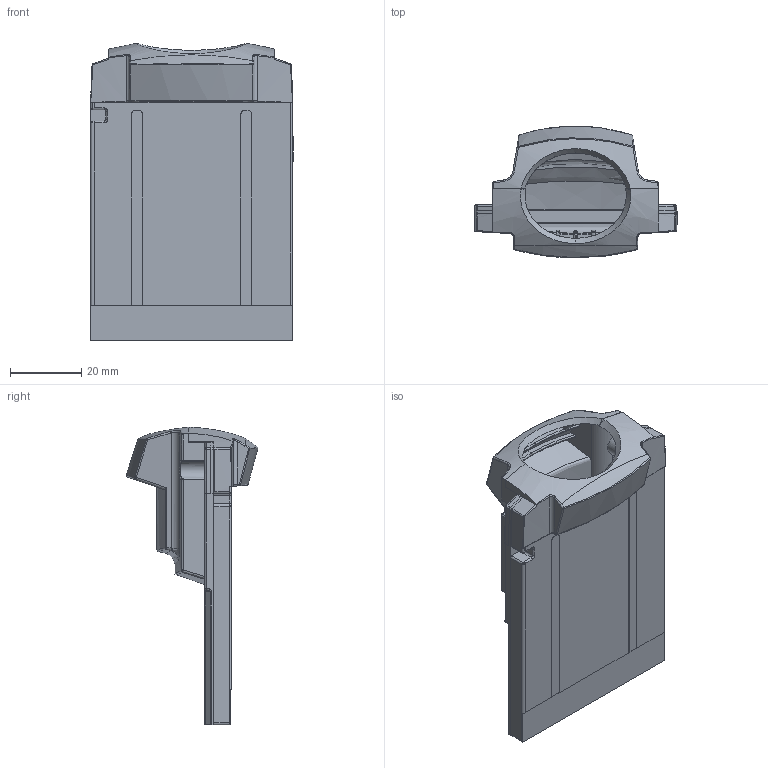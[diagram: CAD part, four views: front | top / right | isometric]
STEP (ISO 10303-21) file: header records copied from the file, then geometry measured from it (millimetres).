
FILE_DESCRIPTION(/* description */ (''),/* implementation_level */ '2;1');
FILE_NAME(/* name */ '2bitboySwitchVersion.step',/* time_stamp */ '2024-10-08T14:11:24-05:00',/* author */ (''),/* organization */ (''),/* preprocessor_version */ 'ST-DEVELOPER v20',/* originating_system */ 'Autodesk Translation Framework v13.20.0.188',/* authorisation */ '');
FILE_SCHEMA (('AUTOMOTIVE_DESIGN { 1 0 10303 214 3 1 1 }'));
Length unit declared in the file: millimetre
Products named in the file (2): Game Boy Camera switch; Camera+ V2 Switch switch
Assembly tree (1 placements, depth 2):
  Game Boy Camera switch
    Camera+ V2 Switch switch
Bounding box: 56.95 x 37.03 x 83.65 mm (x, y, z)
Volume: 20318.2 mm3; surface area: 26956.3 mm2
Topology: 3 solids, 3 shells, 697 faces, 1830 edges, 1149 vertices
Faces by surface type: plane 246, bspline 228, cylinder 198, torus 18, sphere 7
Full cylindrical faces by diameter (mm): 1.7 x4, 4.34 x4, 4.7 x4, 4.9 x4, 7 x2
Entity records: 27642 total; most frequent: CARTESIAN_POINT 11913, ORIENTED_EDGE 3640, DIRECTION 2843, EDGE_CURVE 1820, VERTEX_POINT 1148, AXIS2_PLACEMENT_3D 1023, LINE 797, VECTOR 797
